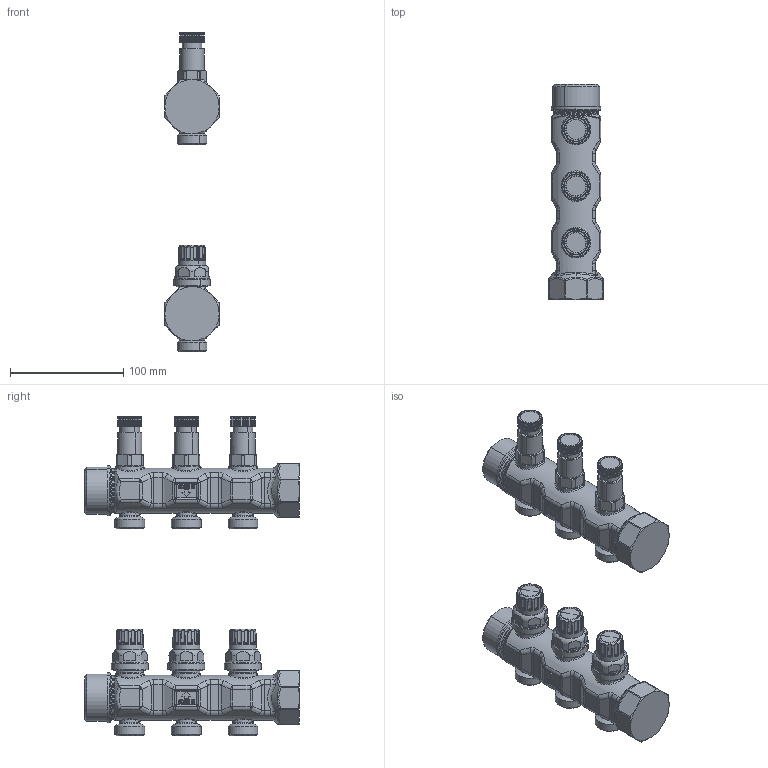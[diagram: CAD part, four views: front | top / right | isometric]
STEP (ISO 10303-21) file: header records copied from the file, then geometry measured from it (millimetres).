
FILE_DESCRIPTION(('CATIA V5 STEP Exchange','CAx-IF Rec.Pracs.--- Model Styling and Organization---1.5--- 2016-08-15','CAx-IF Rec.Pracs.---Supplemental Geometry---1.0---2011-11-01','CAx-IF Rec.Pracs.--- Composite Materials ---3.4---2017-06-13','CAx-IF Rec.Pracs.---Tessellated 3D Geometry---1.0---2015-12-17'),'2;1');
FILE_NAME('STEP_668735_-_TST.stp','2025-06-27T14:05:32+00:00',('none'),('none'),'CATIA Version 5-6 Release 2020 SP5','CATIA V5 STEP AP242 v2','none');
FILE_SCHEMA(('AP242_MANAGED_MODEL_BASED_3D_ENGINEERING_MIM_LF {1 0 10303 442 1 1 4}'));
Products named in the file (1): 668735 - TST
Bounding box: 48 x 190 x 282.39 mm (x, y, z)
Volume: 676163 mm3; surface area: 107444.1 mm2
Topology: 2 solids, 8 shells, 2621 faces, 6662 edges, 4061 vertices
Faces by surface type: plane 837, bspline 622, cylinder 460, cone 448, torus 162, sphere 50, revolution 42
Entity records: 107626 total; most frequent: CARTESIAN_POINT 54929, ORIENTED_EDGE 13168, DIRECTION 6738, EDGE_CURVE 6584, VERTEX_POINT 4061, AXIS2_PLACEMENT_3D 2881, EDGE_LOOP 2727, ADVANCED_FACE 2621
